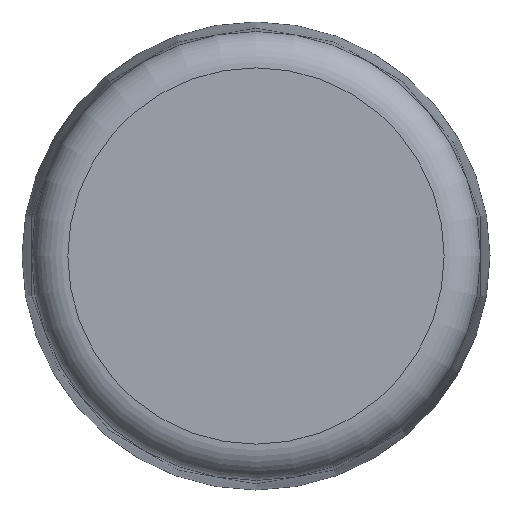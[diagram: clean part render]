
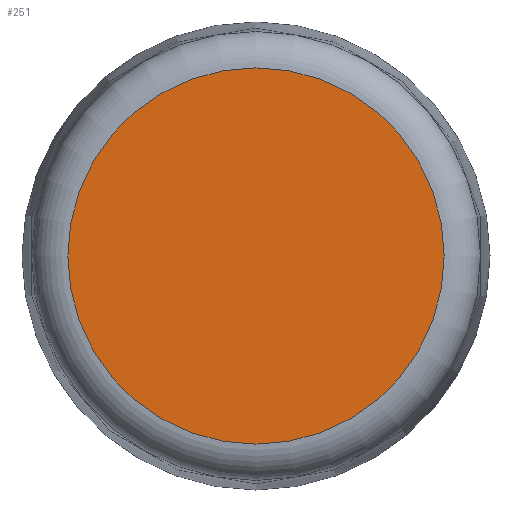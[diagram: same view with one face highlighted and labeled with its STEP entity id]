
A CAD part, front view. The second image highlights one B-rep face of the part: STEP entity #251.
In plain terms, the highlighted planar face has unit normal (0, -1, 0).
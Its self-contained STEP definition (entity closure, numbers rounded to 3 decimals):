
#25=PLANE('',#303);
#44=FACE_OUTER_BOUND('',#63,.T.);
#63=EDGE_LOOP('',(#214));
#114=CIRCLE('',#302,5.187);
#135=VERTEX_POINT('',#449);
#163=EDGE_CURVE('',#135,#135,#114,.T.);
#214=ORIENTED_EDGE('',*,*,#163,.F.);
#251=ADVANCED_FACE('',(#44),#25,.T.);
#302=AXIS2_PLACEMENT_3D('',#451,#369,#370);
#303=AXIS2_PLACEMENT_3D('',#452,#371,#372);
#369=DIRECTION('center_axis',(0.,1.,0.));
#370=DIRECTION('ref_axis',(0.,0.,-1.));
#371=DIRECTION('center_axis',(0.,-1.,0.));
#372=DIRECTION('ref_axis',(0.,0.,-1.));
#449=CARTESIAN_POINT('',(0.,0.,-5.187));
#451=CARTESIAN_POINT('Origin',(0.,0.,0.));
#452=CARTESIAN_POINT('Origin',(0.,0.,6.15));
